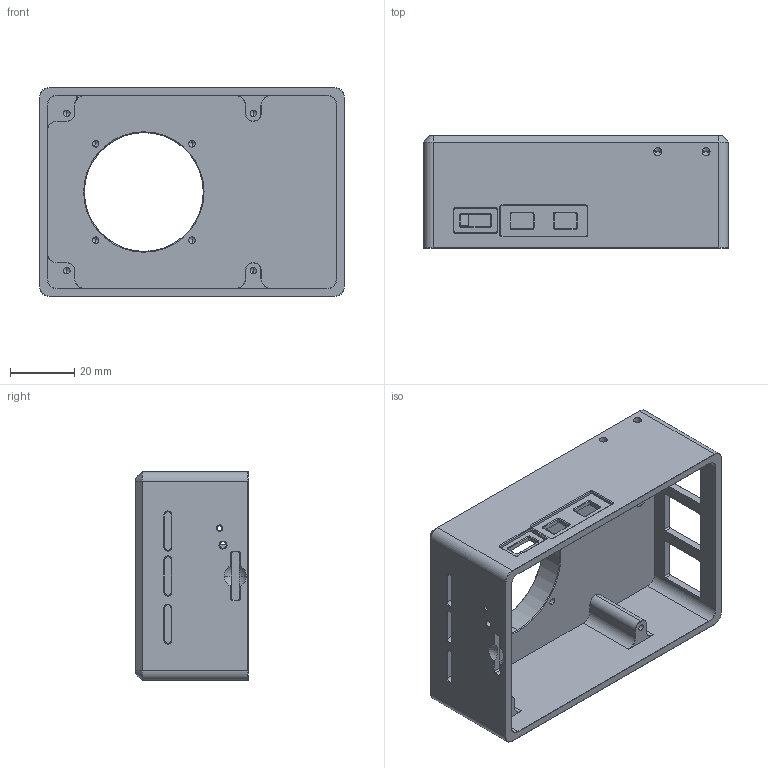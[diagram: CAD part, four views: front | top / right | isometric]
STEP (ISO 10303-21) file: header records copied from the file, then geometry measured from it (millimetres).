
FILE_DESCRIPTION (( 'STEP AP203' ), '1' );
FILE_NAME ('RPI-001 RPICAM ENCLOSURE.STEP', '2023-12-21T07:24:56', ( '' ), ( '' ), 'SwSTEP 2.0', 'SolidWorks 2022', '' );
FILE_SCHEMA (( 'CONFIG_CONTROL_DESIGN' ));
Length unit declared in the file: millimetre
Products named in the file (1): RPI-001 RPICAM ENCLOSURE
Bounding box: 95 x 35 x 65 mm (x, y, z)
Volume: 62050.7 mm3; surface area: 30088.1 mm2
Topology: 1 solids, 1 shells, 358 faces, 894 edges, 524 vertices
Faces by surface type: plane 138, cone 112, cylinder 104, sphere 4
Entity records: 10495 total; most frequent: DIRECTION 1876, CARTESIAN_POINT 1828, ORIENTED_EDGE 1732, EDGE_CURVE 866, AXIS2_PLACEMENT_3D 666, LINE 544, VECTOR 544, VERTEX_POINT 524
